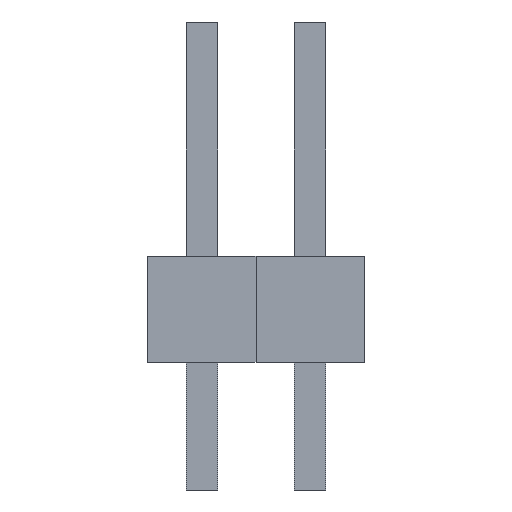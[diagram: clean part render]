
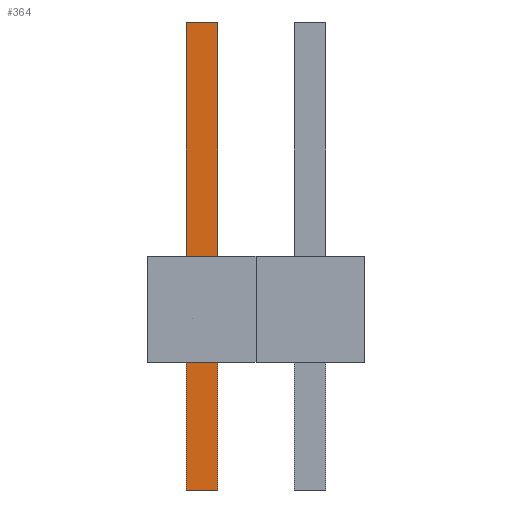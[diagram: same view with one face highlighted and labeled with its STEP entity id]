
A CAD part, front view. The second image highlights one B-rep face of the part: STEP entity #364.
In plain terms, the highlighted planar face has unit normal (0, -1, 0).
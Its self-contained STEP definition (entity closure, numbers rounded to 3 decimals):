
#13=DIRECTION('',(0.,0.,1.));
#14=DIRECTION('',(1.,0.,0.));
#205=VECTOR('',#13,1.);
#212=DIRECTION('',(0.,1.,0.));
#254=VECTOR('',#14,1.);
#318=EDGE_CURVE('',#319,#321,#323,.T.);
#319=VERTEX_POINT('',#320);
#320=CARTESIAN_POINT('',(-0.371,-0.371,-3.));
#321=VERTEX_POINT('',#322);
#322=CARTESIAN_POINT('',(-0.371,-0.371,8.));
#323=LINE('',#320,#205);
#342=ORIENTED_EDGE('',*,*,#343,.F.);
#343=EDGE_CURVE('',#344,#346,#348,.T.);
#344=VERTEX_POINT('',#345);
#345=CARTESIAN_POINT('',(0.371,-0.371,-3.));
#346=VERTEX_POINT('',#347);
#347=CARTESIAN_POINT('',(0.371,-0.371,8.));
#348=LINE('',#345,#205);
#364=ADVANCED_FACE('',(#365),#374,.F.);
#365=FACE_BOUND('',#366,.F.);
#366=EDGE_LOOP('',(#367,#370,#371,#342));
#367=ORIENTED_EDGE('',*,*,#368,.F.);
#368=EDGE_CURVE('',#319,#344,#369,.T.);
#369=LINE('',#320,#254);
#370=ORIENTED_EDGE('',*,*,#318,.T.);
#371=ORIENTED_EDGE('',*,*,#372,.T.);
#372=EDGE_CURVE('',#321,#346,#373,.T.);
#373=LINE('',#322,#254);
#374=PLANE('',#375);
#375=AXIS2_PLACEMENT_3D('',#320,#212,#13);
